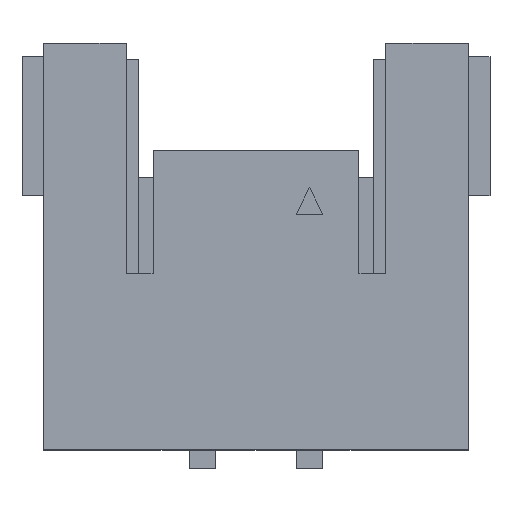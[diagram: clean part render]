
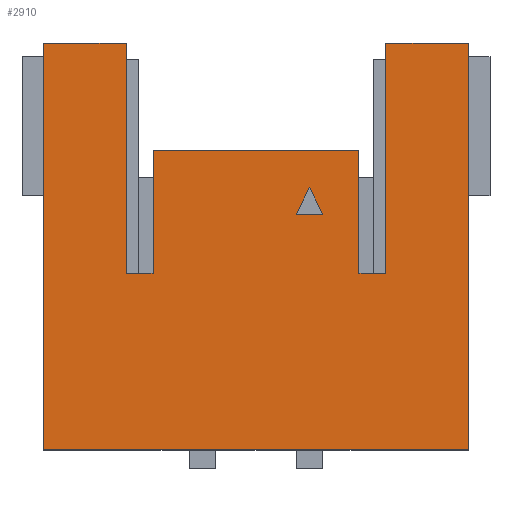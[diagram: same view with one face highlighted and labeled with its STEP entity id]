
A CAD part, top view. The second image highlights one B-rep face of the part: STEP entity #2910.
In plain terms, the highlighted planar face has unit normal (0, 0, 1).
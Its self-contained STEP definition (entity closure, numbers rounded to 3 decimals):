
#66=FACE_BOUND('',#236,.T.);
#92=FACE_OUTER_BOUND('',#235,.T.);
#235=EDGE_LOOP('',(#2098,#2099,#2100,#2101,#2102,#2103,#2104,#2105,#2106,
#2107,#2108,#2109));
#236=EDGE_LOOP('',(#2110,#2111,#2112));
#458=LINE('',#4184,#861);
#495=LINE('',#4251,#898);
#498=LINE('',#4257,#901);
#501=LINE('',#4264,#904);
#505=LINE('',#4271,#908);
#521=LINE('',#4302,#924);
#522=LINE('',#4304,#925);
#523=LINE('',#4306,#926);
#524=LINE('',#4308,#927);
#525=LINE('',#4310,#928);
#526=LINE('',#4312,#929);
#527=LINE('',#4313,#930);
#528=LINE('',#4316,#931);
#529=LINE('',#4318,#932);
#530=LINE('',#4319,#933);
#861=VECTOR('',#3343,1.);
#898=VECTOR('',#3396,1.);
#901=VECTOR('',#3401,1.);
#904=VECTOR('',#3406,1.);
#908=VECTOR('',#3412,1.);
#924=VECTOR('',#3436,1.);
#925=VECTOR('',#3437,1.);
#926=VECTOR('',#3438,1.);
#927=VECTOR('',#3439,1.);
#928=VECTOR('',#3440,1.);
#929=VECTOR('',#3441,1.);
#930=VECTOR('',#3442,1.);
#931=VECTOR('',#3443,1.);
#932=VECTOR('',#3444,1.);
#933=VECTOR('',#3445,1.);
#1254=VERTEX_POINT('',#4181);
#1255=VERTEX_POINT('',#4183);
#1277=VERTEX_POINT('',#4249);
#1279=VERTEX_POINT('',#4254);
#1282=VERTEX_POINT('',#4263);
#1284=VERTEX_POINT('',#4269);
#1295=VERTEX_POINT('',#4301);
#1296=VERTEX_POINT('',#4303);
#1297=VERTEX_POINT('',#4305);
#1298=VERTEX_POINT('',#4307);
#1299=VERTEX_POINT('',#4309);
#1300=VERTEX_POINT('',#4311);
#1301=VERTEX_POINT('',#4314);
#1302=VERTEX_POINT('',#4315);
#1303=VERTEX_POINT('',#4317);
#1552=EDGE_CURVE('',#1255,#1254,#458,.T.);
#1589=EDGE_CURVE('',#1254,#1277,#495,.T.);
#1592=EDGE_CURVE('',#1255,#1279,#498,.T.);
#1595=EDGE_CURVE('',#1279,#1282,#501,.T.);
#1599=EDGE_CURVE('',#1284,#1277,#505,.T.);
#1615=EDGE_CURVE('',#1295,#1284,#521,.T.);
#1616=EDGE_CURVE('',#1296,#1295,#522,.T.);
#1617=EDGE_CURVE('',#1297,#1296,#523,.T.);
#1618=EDGE_CURVE('',#1298,#1297,#524,.T.);
#1619=EDGE_CURVE('',#1299,#1298,#525,.T.);
#1620=EDGE_CURVE('',#1300,#1299,#526,.T.);
#1621=EDGE_CURVE('',#1282,#1300,#527,.T.);
#1622=EDGE_CURVE('',#1301,#1302,#528,.T.);
#1623=EDGE_CURVE('',#1303,#1301,#529,.T.);
#1624=EDGE_CURVE('',#1302,#1303,#530,.T.);
#2098=ORIENTED_EDGE('',*,*,#1615,.F.);
#2099=ORIENTED_EDGE('',*,*,#1616,.F.);
#2100=ORIENTED_EDGE('',*,*,#1617,.F.);
#2101=ORIENTED_EDGE('',*,*,#1618,.F.);
#2102=ORIENTED_EDGE('',*,*,#1619,.F.);
#2103=ORIENTED_EDGE('',*,*,#1620,.F.);
#2104=ORIENTED_EDGE('',*,*,#1621,.F.);
#2105=ORIENTED_EDGE('',*,*,#1595,.F.);
#2106=ORIENTED_EDGE('',*,*,#1592,.F.);
#2107=ORIENTED_EDGE('',*,*,#1552,.T.);
#2108=ORIENTED_EDGE('',*,*,#1589,.T.);
#2109=ORIENTED_EDGE('',*,*,#1599,.F.);
#2110=ORIENTED_EDGE('',*,*,#1622,.F.);
#2111=ORIENTED_EDGE('',*,*,#1623,.F.);
#2112=ORIENTED_EDGE('',*,*,#1624,.F.);
#2784=PLANE('',#3066);
#2910=ADVANCED_FACE('',(#92,#66),#2784,.T.);
#3066=AXIS2_PLACEMENT_3D('',#4300,#3434,#3435);
#3343=DIRECTION('',(1.,0.,0.));
#3396=DIRECTION('',(0.,1.,0.));
#3401=DIRECTION('',(0.,1.,0.));
#3406=DIRECTION('',(1.,0.,0.));
#3412=DIRECTION('',(1.,0.,0.));
#3434=DIRECTION('center_axis',(0.,0.,
1.));
#3435=DIRECTION('ref_axis',(-1.,0.,0.));
#3436=DIRECTION('',(0.,1.,0.));
#3437=DIRECTION('',(1.,0.,0.));
#3438=DIRECTION('',(0.,-1.,0.));
#3439=DIRECTION('',(1.,0.,0.));
#3440=DIRECTION('',(0.,1.,0.));
#3441=DIRECTION('',(1.,0.,0.));
#3442=DIRECTION('',(0.,-1.,0.));
#3443=DIRECTION('',(-0.447,0.894,0.));
#3444=DIRECTION('',(1.,0.,0.));
#3445=DIRECTION('',(-0.447,-0.894,0.));
#4181=CARTESIAN_POINT('',(2.975,-0.125,2.6));
#4183=CARTESIAN_POINT('',(-4.975,-0.125,2.6));
#4184=CARTESIAN_POINT('',(-4.975,-0.125,2.6));
#4249=CARTESIAN_POINT('',(2.975,7.475,2.6));
#4251=CARTESIAN_POINT('',(2.975,-0.125,2.6));
#4254=CARTESIAN_POINT('',(-4.975,7.475,2.6));
#4257=CARTESIAN_POINT('',(-4.975,-0.125,2.6));
#4263=CARTESIAN_POINT('',(-3.425,7.475,2.6));
#4264=CARTESIAN_POINT('',(-4.975,7.475,2.6));
#4269=CARTESIAN_POINT('',(1.425,7.475,2.6));
#4271=CARTESIAN_POINT('',(-4.975,7.475,2.6));
#4300=CARTESIAN_POINT('Origin',(-4.975,-0.125,2.6));
#4301=CARTESIAN_POINT('',(1.425,3.175,2.6));
#4302=CARTESIAN_POINT('',(1.425,3.175,2.6));
#4303=CARTESIAN_POINT('',(0.925,3.175,2.6));
#4304=CARTESIAN_POINT('',(0.925,3.175,2.6));
#4305=CARTESIAN_POINT('',(0.925,5.475,2.6));
#4306=CARTESIAN_POINT('',(0.925,5.475,2.6));
#4307=CARTESIAN_POINT('',(-2.925,5.475,2.6));
#4308=CARTESIAN_POINT('',(-2.925,5.475,2.6));
#4309=CARTESIAN_POINT('',(-2.925,3.175,2.6));
#4310=CARTESIAN_POINT('',(-2.925,3.175,2.6));
#4311=CARTESIAN_POINT('',(-3.425,3.175,2.6));
#4312=CARTESIAN_POINT('',(-3.425,3.175,2.6));
#4313=CARTESIAN_POINT('',(-3.425,7.475,2.6));
#4314=CARTESIAN_POINT('',(0.25,4.275,2.6));
#4315=CARTESIAN_POINT('',(0.,4.775,2.6));
#4316=CARTESIAN_POINT('',(0.25,4.275,2.6));
#4317=CARTESIAN_POINT('',(-0.25,4.275,2.6));
#4318=CARTESIAN_POINT('',(-0.25,4.275,2.6));
#4319=CARTESIAN_POINT('',(0.,4.775,2.6));
